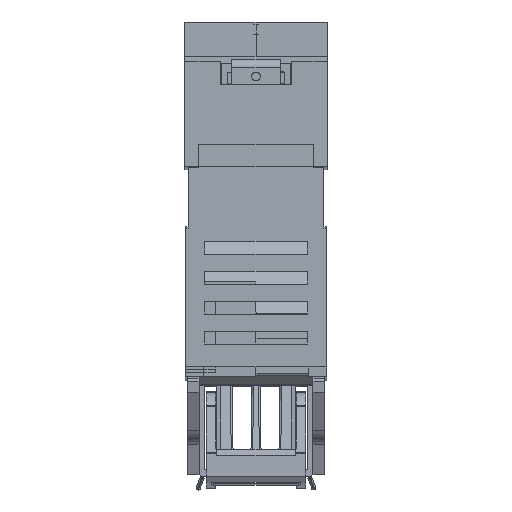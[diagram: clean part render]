
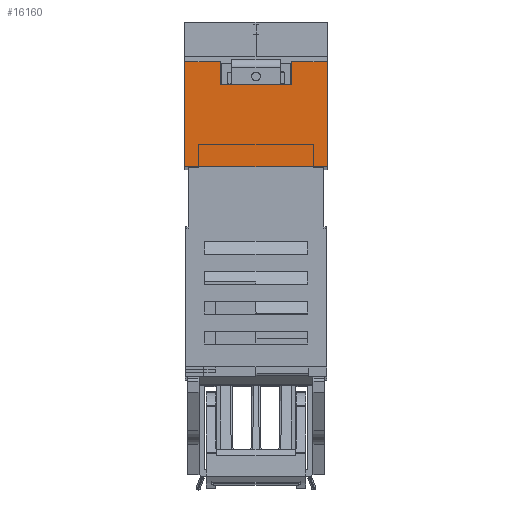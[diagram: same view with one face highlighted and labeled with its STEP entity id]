
A CAD part, top view. The second image highlights one B-rep face of the part: STEP entity #16160.
In plain terms, the highlighted planar face has unit normal (0, 0, 1).
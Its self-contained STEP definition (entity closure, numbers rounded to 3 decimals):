
#16108=AXIS2_PLACEMENT_3D('Plane Axis2P3D',#16105,#16106,#16107) ;
#14734=CARTESIAN_POINT('Vertex',(25.,-37.7,264.5)) ;
#14737=CARTESIAN_POINT('Line Origine',(0.,-37.7,264.5)) ;
#14741=CARTESIAN_POINT('Vertex',(-25.,-37.7,264.5)) ;
#16056=CARTESIAN_POINT('Line Origine',(-25.,-11.8,264.5)) ;
#16060=CARTESIAN_POINT('Vertex',(-25.,-0.9,264.5)) ;
#16105=CARTESIAN_POINT('Axis2P3D Location',(0.,-0.9,264.5)) ;
#16110=CARTESIAN_POINT('Line Origine',(12.5,-19.3,264.5)) ;
#16114=CARTESIAN_POINT('Vertex',(12.5,-0.9,264.5)) ;
#16116=CARTESIAN_POINT('Vertex',(12.5,-8.9,264.5)) ;
#16119=CARTESIAN_POINT('Line Origine',(0.,-8.9,264.5)) ;
#16123=CARTESIAN_POINT('Vertex',(-12.5,-8.9,264.5)) ;
#16126=CARTESIAN_POINT('Line Origine',(-12.5,-19.3,264.5)) ;
#16130=CARTESIAN_POINT('Vertex',(-12.5,-0.9,264.5)) ;
#16133=CARTESIAN_POINT('Line Origine',(0.,-0.9,264.5)) ;
#16138=CARTESIAN_POINT('Line Origine',(25.,-19.3,264.5)) ;
#16142=CARTESIAN_POINT('Vertex',(25.,-0.9,264.5)) ;
#16145=CARTESIAN_POINT('Line Origine',(0.,-0.9,264.5)) ;
#14738=DIRECTION('Vector Direction',(-1.,0.,0.)) ;
#16057=DIRECTION('Vector Direction',(0.,-1.,0.)) ;
#16106=DIRECTION('Axis2P3D Direction',(0.,0.,-1.)) ;
#16107=DIRECTION('Axis2P3D XDirection',(-1.,0.,0.)) ;
#16111=DIRECTION('Vector Direction',(0.,1.,0.)) ;
#16120=DIRECTION('Vector Direction',(-1.,0.,0.)) ;
#16127=DIRECTION('Vector Direction',(0.,1.,0.)) ;
#16134=DIRECTION('Vector Direction',(-1.,0.,0.)) ;
#16139=DIRECTION('Vector Direction',(0.,1.,0.)) ;
#16146=DIRECTION('Vector Direction',(-1.,0.,0.)) ;
#14739=VECTOR('Line Direction',#14738,1.) ;
#16058=VECTOR('Line Direction',#16057,1.) ;
#16112=VECTOR('Line Direction',#16111,1.) ;
#16121=VECTOR('Line Direction',#16120,1.) ;
#16128=VECTOR('Line Direction',#16127,1.) ;
#16135=VECTOR('Line Direction',#16134,1.) ;
#16140=VECTOR('Line Direction',#16139,1.) ;
#16147=VECTOR('Line Direction',#16146,1.) ;
#16151=ORIENTED_EDGE('',*,*,#16118,.T.) ;
#16152=ORIENTED_EDGE('',*,*,#16125,.T.) ;
#16153=ORIENTED_EDGE('',*,*,#16132,.F.) ;
#16154=ORIENTED_EDGE('',*,*,#16137,.F.) ;
#16155=ORIENTED_EDGE('',*,*,#16062,.T.) ;
#16156=ORIENTED_EDGE('',*,*,#14743,.F.) ;
#16157=ORIENTED_EDGE('',*,*,#16144,.F.) ;
#16158=ORIENTED_EDGE('',*,*,#16149,.F.) ;
#16160=ADVANCED_FACE('804682_01_L_NH-Leistenunterteil Gr.00  U-SL00/185/KU00',(#16159),#16109,.F.) ;
#14743=EDGE_CURVE('',#14735,#14742,#14740,.T.) ;
#16062=EDGE_CURVE('',#16061,#14742,#16059,.T.) ;
#16118=EDGE_CURVE('',#16115,#16117,#16113,.F.) ;
#16125=EDGE_CURVE('',#16117,#16124,#16122,.T.) ;
#16132=EDGE_CURVE('',#16131,#16124,#16129,.F.) ;
#16137=EDGE_CURVE('',#16061,#16131,#16136,.F.) ;
#16144=EDGE_CURVE('',#16143,#14735,#16141,.F.) ;
#16149=EDGE_CURVE('',#16115,#16143,#16148,.F.) ;
#16150=EDGE_LOOP('',(#16151,#16152,#16153,#16154,#16155,#16156,#16157,#16158)) ;
#16159=FACE_OUTER_BOUND('',#16150,.T.) ;
#14740=LINE('Line',#14737,#14739) ;
#16059=LINE('Line',#16056,#16058) ;
#16113=LINE('Line',#16110,#16112) ;
#16122=LINE('Line',#16119,#16121) ;
#16129=LINE('Line',#16126,#16128) ;
#16136=LINE('Line',#16133,#16135) ;
#16141=LINE('Line',#16138,#16140) ;
#16148=LINE('Line',#16145,#16147) ;
#16109=PLANE('Plane',#16108) ;
#14735=VERTEX_POINT('',#14734) ;
#14742=VERTEX_POINT('',#14741) ;
#16061=VERTEX_POINT('',#16060) ;
#16115=VERTEX_POINT('',#16114) ;
#16117=VERTEX_POINT('',#16116) ;
#16124=VERTEX_POINT('',#16123) ;
#16131=VERTEX_POINT('',#16130) ;
#16143=VERTEX_POINT('',#16142) ;
